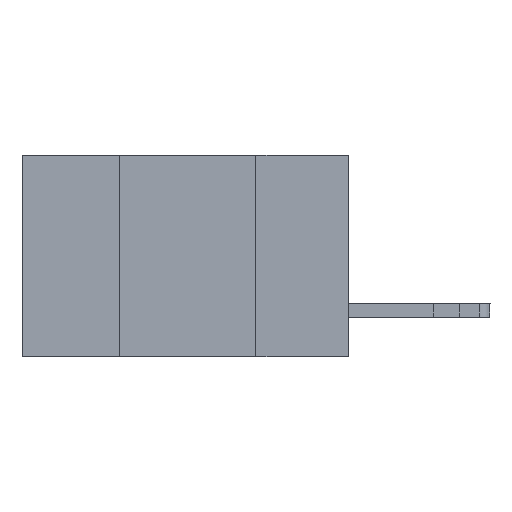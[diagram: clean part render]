
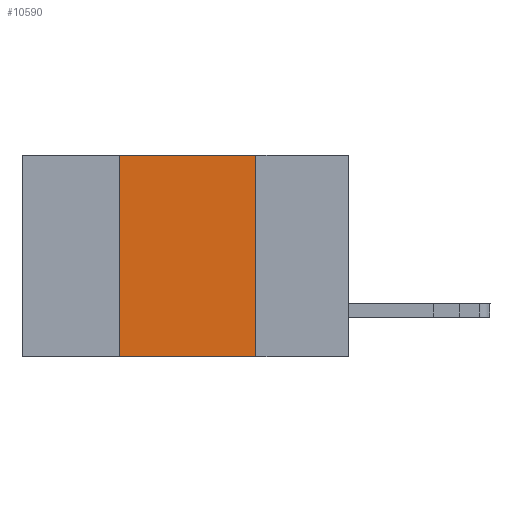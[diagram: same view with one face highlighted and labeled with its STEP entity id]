
A CAD part, left-side view. The second image highlights one B-rep face of the part: STEP entity #10590.
In plain terms, the highlighted planar face has unit normal (-1, 0, 0).
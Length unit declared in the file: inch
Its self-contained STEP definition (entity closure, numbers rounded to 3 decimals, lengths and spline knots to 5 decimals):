
#17 = CARTESIAN_POINT ( 'NONE',  ( 0., 0.6, 0. ) ) ;
#318 = AXIS2_PLACEMENT_3D ( 'NONE', #17, #10245, #6287 ) ;
#519 = CARTESIAN_POINT ( 'NONE',  ( 0., 0.17, -0.37 ) ) ;
#744 = DIRECTION ( 'NONE',  ( 0., 0., 1. ) ) ;
#872 = VERTEX_POINT ( 'NONE', #7922 ) ;
#1001 = ORIENTED_EDGE ( 'NONE', *, *, #3050, .F. ) ;
#2264 = ORIENTED_EDGE ( 'NONE', *, *, #12412, .F. ) ;
#2367 = DIRECTION ( 'NONE',  ( 0., 0., -1. ) ) ;
#2675 = LINE ( 'NONE', #3584, #10358 ) ;
#2864 = VECTOR ( 'NONE', #4384, 39.37008 ) ;
#3050 = EDGE_CURVE ( 'NONE', #8608, #11148, #10386, .T. ) ;
#3584 = CARTESIAN_POINT ( 'NONE',  ( 0., 0.6, -0.37 ) ) ;
#4384 = DIRECTION ( 'NONE',  ( 0., -1., 0. ) ) ;
#4528 = CARTESIAN_POINT ( 'NONE',  ( 0., 0.17, 0. ) ) ;
#5317 = ORIENTED_EDGE ( 'NONE', *, *, #6137, .F. ) ;
#5333 = EDGE_LOOP ( 'NONE', ( #2264, #1001, #5317, #5813 ) ) ;
#5396 = CARTESIAN_POINT ( 'NONE',  ( 0., 0.42, 0. ) ) ;
#5573 = LINE ( 'NONE', #9536, #7768 ) ;
#5813 = ORIENTED_EDGE ( 'NONE', *, *, #10324, .T. ) ;
#6090 = PLANE ( 'NONE',  #318 ) ;
#6137 = EDGE_CURVE ( 'NONE', #872, #8608, #5573, .T. ) ;
#6287 = DIRECTION ( 'NONE',  ( 0., 0., -1. ) ) ;
#6575 = LINE ( 'NONE', #519, #10583 ) ;
#7768 = VECTOR ( 'NONE', #744, 39.37008 ) ;
#7922 = CARTESIAN_POINT ( 'NONE',  ( 0., 0.42, -0.37 ) ) ;
#8170 = VERTEX_POINT ( 'NONE', #12076 ) ;
#8301 = CARTESIAN_POINT ( 'NONE',  ( 0., 0.6, 0. ) ) ;
#8608 = VERTEX_POINT ( 'NONE', #5396 ) ;
#9536 = CARTESIAN_POINT ( 'NONE',  ( 0., 0.42, -0.37 ) ) ;
#10053 = FACE_OUTER_BOUND ( 'NONE', #5333, .T. ) ;
#10245 = DIRECTION ( 'NONE',  ( 1., 0., 0. ) ) ;
#10324 = EDGE_CURVE ( 'NONE', #872, #8170, #2675, .T. ) ;
#10358 = VECTOR ( 'NONE', #10522, 39.37008 ) ;
#10386 = LINE ( 'NONE', #8301, #2864 ) ;
#10522 = DIRECTION ( 'NONE',  ( 0., -1., 0. ) ) ;
#10583 = VECTOR ( 'NONE', #2367, 39.37008 ) ;
#10590 = ADVANCED_FACE ( 'NONE', ( #10053 ), #6090, .F. ) ;
#11148 = VERTEX_POINT ( 'NONE', #4528 ) ;
#12076 = CARTESIAN_POINT ( 'NONE',  ( 0., 0.17, -0.37 ) ) ;
#12412 = EDGE_CURVE ( 'NONE', #11148, #8170, #6575, .T. ) ;
